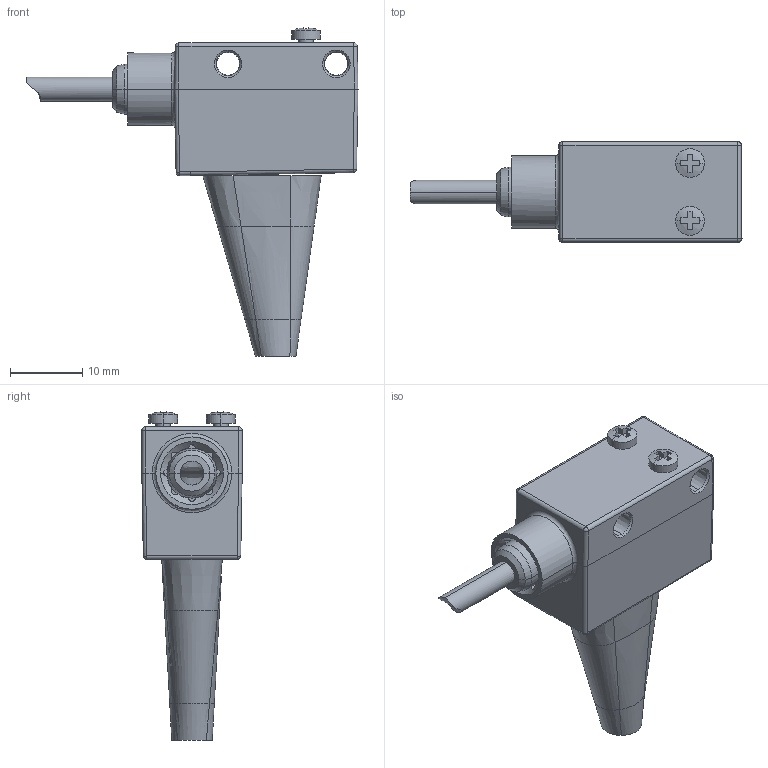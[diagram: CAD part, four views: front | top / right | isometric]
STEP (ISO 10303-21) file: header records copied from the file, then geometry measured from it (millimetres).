
FILE_DESCRIPTION((''),'2;1');
FILE_NAME('DB_CAD6732_R101_V20_IR_BEAMPROF','2019-09-18T12:11:48',('hhuscher'),(''),'CREO PARAMETRIC BY PTC INC, 2018420','CREO PARAMETRIC BY PTC INC, 2018420','');
FILE_SCHEMA(('CONFIG_CONTROL_DESIGN','SHAPE_APPEARANCE_LAYERS_GROUPS'));
Length unit declared in the file: millimetre
Products named in the file (1): DB_CAD6732_R101_V20_IR_BEAMPROF
Bounding box: 45.98 x 13.9 x 45.44 mm (x, y, z)
Surface area: 3921.4 mm2 (no closed solid volume)
Topology: 0 solids, 2 shells, 256 faces, 674 edges, 418 vertices
Faces by surface type: plane 140, cylinder 57, cone 28, bspline 13, sphere 12, torus 5, extrusion 1
Entity records: 14154 total; most frequent: CARTESIAN_POINT 2963, ORIENTED_EDGE 1328, DIRECTION 1248, PRESENTATION_STYLE_ASSIGNMENT 909, STYLED_ITEM 665, CURVE_STYLE 664, EDGE_CURVE 664, FILL_AREA_STYLE_COLOUR 487
